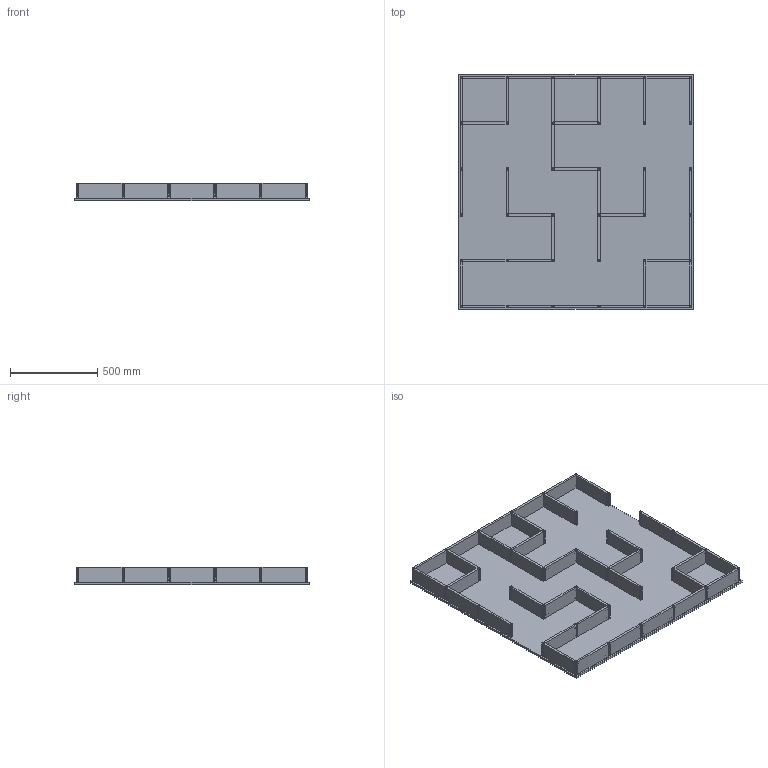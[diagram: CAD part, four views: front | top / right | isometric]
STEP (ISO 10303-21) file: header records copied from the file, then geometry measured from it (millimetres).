
FILE_DESCRIPTION(('FreeCAD Model'),'2;1');
FILE_NAME('Open CASCADE Shape Model','2025-05-03T14:15:43',('FreeCAD'),( 'FreeCAD'),'Open CASCADE STEP processor 7.6','FreeCAD','Unknown');
FILE_SCHEMA(('AUTOMOTIVE_DESIGN { 1 0 10303 214 1 1 1 1 }'));
Products named in the file (1): Open CASCADE STEP translator 7.6 1
Bounding box: 1345 x 1345 x 101.58 mm (x, y, z)
Volume: 37020957.1 mm3; surface area: 6069952.9 mm2
Topology: 258 solids, 258 shells, 4828 faces, 12056 edges, 7596 vertices
Faces by surface type: bspline 4828
Entity records: 141588 total; most frequent: CARTESIAN_POINT 71597, ORIENTED_EDGE 23520, EDGE_CURVE 11760, B_SPLINE_CURVE_WITH_KNOTS 8672, VERTEX_POINT 7596, FACE_BOUND 5120, EDGE_LOOP 5120, ADVANCED_FACE 4828
